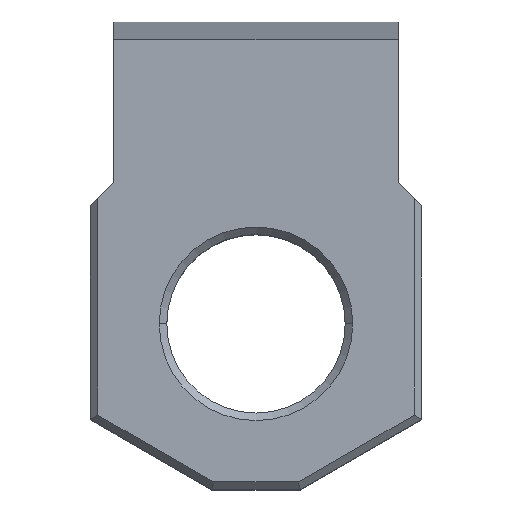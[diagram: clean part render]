
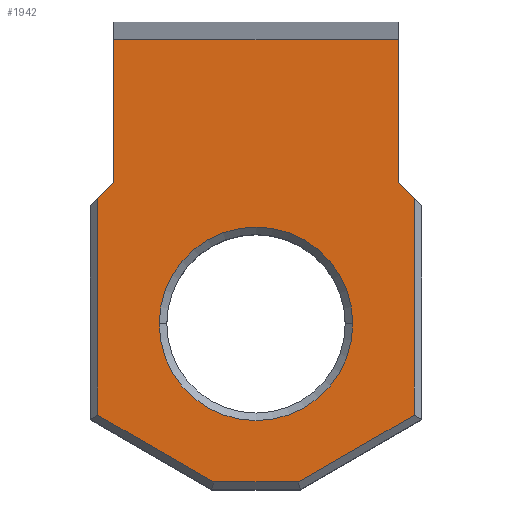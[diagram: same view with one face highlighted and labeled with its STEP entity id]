
A CAD part, top view. The second image highlights one B-rep face of the part: STEP entity #1942.
In plain terms, the highlighted planar face has unit normal (0, 0, 1).
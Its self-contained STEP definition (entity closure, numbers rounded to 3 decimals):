
#4 = DIRECTION ( 'NONE',  ( 0.866, 0.5, 0. ) ) ;
#25 = LINE ( 'NONE', #697, #1752 ) ;
#100 = EDGE_CURVE ( 'NONE', #1153, #959, #1590, .T. ) ;
#118 = ORIENTED_EDGE ( 'NONE', *, *, #818, .T. ) ;
#119 = ORIENTED_EDGE ( 'NONE', *, *, #1325, .F. ) ;
#138 = VECTOR ( 'NONE', #1916, 1000. ) ;
#147 = ORIENTED_EDGE ( 'NONE', *, *, #1174, .T. ) ;
#198 = ORIENTED_EDGE ( 'NONE', *, *, #100, .T. ) ;
#210 = CIRCLE ( 'NONE', #1338, 3.825 ) ;
#214 = ORIENTED_EDGE ( 'NONE', *, *, #506, .T. ) ;
#217 = VECTOR ( 'NONE', #618, 1000. ) ;
#295 = DIRECTION ( 'NONE',  ( 0., 0., 1. ) ) ;
#313 = CARTESIAN_POINT ( 'NONE',  ( -5.616, 12.15, 0. ) ) ;
#321 = CARTESIAN_POINT ( 'NONE',  ( -6.25, 11.516, 0. ) ) ;
#386 = VERTEX_POINT ( 'NONE', #1405 ) ;
#388 = DIRECTION ( 'NONE',  ( 1., 0., 0. ) ) ;
#394 = ORIENTED_EDGE ( 'NONE', *, *, #1667, .T. ) ;
#447 = AXIS2_PLACEMENT_3D ( 'NONE', #1137, #1768, #388 ) ;
#484 = CARTESIAN_POINT ( 'NONE',  ( 1.675, 0.3, 0. ) ) ;
#497 = FACE_OUTER_BOUND ( 'NONE', #1220, .T. ) ;
#499 = CARTESIAN_POINT ( 'NONE',  ( 5.616, 0., 0. ) ) ;
#506 = EDGE_CURVE ( 'NONE', #950, #1100, #1548, .T. ) ;
#518 = ORIENTED_EDGE ( 'NONE', *, *, #932, .F. ) ;
#550 = CARTESIAN_POINT ( 'NONE',  ( 5.616, 12.15, 0. ) ) ;
#612 = LINE ( 'NONE', #1160, #766 ) ;
#618 = DIRECTION ( 'NONE',  ( 1., 0., 0. ) ) ;
#683 = CARTESIAN_POINT ( 'NONE',  ( 0., 6.55, 0. ) ) ;
#697 = CARTESIAN_POINT ( 'NONE',  ( 8.883, 8.883, 0. ) ) ;
#732 = ORIENTED_EDGE ( 'NONE', *, *, #1568, .T. ) ;
#739 = ORIENTED_EDGE ( 'NONE', *, *, #1204, .T. ) ;
#743 = ORIENTED_EDGE ( 'NONE', *, *, #1171, .T. ) ;
#751 = VERTEX_POINT ( 'NONE', #484 ) ;
#766 = VECTOR ( 'NONE', #1784, 1000. ) ;
#775 = CARTESIAN_POINT ( 'NONE',  ( -3.825, 6.55, 0. ) ) ;
#787 = DIRECTION ( 'NONE',  ( -1., 0., 0. ) ) ;
#796 = CARTESIAN_POINT ( 'NONE',  ( 0., 17.766, 0. ) ) ;
#799 = VERTEX_POINT ( 'NONE', #849 ) ;
#802 = LINE ( 'NONE', #796, #1201 ) ;
#806 = EDGE_CURVE ( 'NONE', #959, #1814, #841, .T. ) ;
#809 = VERTEX_POINT ( 'NONE', #820 ) ;
#812 = LINE ( 'NONE', #1407, #1087 ) ;
#818 = EDGE_CURVE ( 'NONE', #989, #950, #802, .T. ) ;
#820 = CARTESIAN_POINT ( 'NONE',  ( 6.25, 2.942, 0. ) ) ;
#829 = DIRECTION ( 'NONE',  ( 0.866, -0.5, 0. ) ) ;
#838 = CARTESIAN_POINT ( 'NONE',  ( -1.605, 0.26, 0. ) ) ;
#841 = LINE ( 'NONE', #838, #1813 ) ;
#849 = CARTESIAN_POINT ( 'NONE',  ( 3.825, 6.55, 0. ) ) ;
#850 = ORIENTED_EDGE ( 'NONE', *, *, #806, .T. ) ;
#918 = DIRECTION ( 'NONE',  ( 1., 0., 0. ) ) ;
#932 = EDGE_CURVE ( 'NONE', #1153, #1100, #1956, .T. ) ;
#950 = VERTEX_POINT ( 'NONE', #1824 ) ;
#959 = VERTEX_POINT ( 'NONE', #1782 ) ;
#989 = VERTEX_POINT ( 'NONE', #1128 ) ;
#1029 = CARTESIAN_POINT ( 'NONE',  ( -1.675, 0.3, 0. ) ) ;
#1061 = VECTOR ( 'NONE', #1560, 1000. ) ;
#1067 = PLANE ( 'NONE',  #1333 ) ;
#1071 = DIRECTION ( 'NONE',  ( 0., -1., 0. ) ) ;
#1087 = VECTOR ( 'NONE', #4, 1000. ) ;
#1100 = VERTEX_POINT ( 'NONE', #313 ) ;
#1128 = CARTESIAN_POINT ( 'NONE',  ( 5.616, 17.766, 0. ) ) ;
#1137 = CARTESIAN_POINT ( 'NONE',  ( 0., 6.55, 0. ) ) ;
#1153 = VERTEX_POINT ( 'NONE', #321 ) ;
#1160 = CARTESIAN_POINT ( 'NONE',  ( 6.25, 0., 0. ) ) ;
#1171 = EDGE_CURVE ( 'NONE', #751, #809, #812, .T. ) ;
#1174 = EDGE_CURVE ( 'NONE', #799, #1887, #210, .T. ) ;
#1201 = VECTOR ( 'NONE', #787, 1000. ) ;
#1204 = EDGE_CURVE ( 'NONE', #809, #386, #612, .T. ) ;
#1220 = EDGE_LOOP ( 'NONE', ( #743, #739, #732, #119, #118, #214, #518, #198, #850, #1658 ) ) ;
#1244 = DIRECTION ( 'NONE',  ( 0., 0., -1. ) ) ;
#1264 = DIRECTION ( 'NONE',  ( -0.707, 0.707, 0. ) ) ;
#1277 = CIRCLE ( 'NONE', #447, 3.825 ) ;
#1319 = LINE ( 'NONE', #1924, #217 ) ;
#1325 = EDGE_CURVE ( 'NONE', #989, #1520, #1823, .T. ) ;
#1333 = AXIS2_PLACEMENT_3D ( 'NONE', #1711, #295, #918 ) ;
#1338 = AXIS2_PLACEMENT_3D ( 'NONE', #683, #1244, #1856 ) ;
#1405 = CARTESIAN_POINT ( 'NONE',  ( 6.25, 11.516, 0. ) ) ;
#1407 = CARTESIAN_POINT ( 'NONE',  ( 0.289, -0.5, 0. ) ) ;
#1411 = VECTOR ( 'NONE', #1071, 1000. ) ;
#1468 = EDGE_LOOP ( 'NONE', ( #147, #394 ) ) ;
#1520 = VERTEX_POINT ( 'NONE', #550 ) ;
#1548 = LINE ( 'NONE', #1556, #1061 ) ;
#1556 = CARTESIAN_POINT ( 'NONE',  ( -5.616, 0., 0. ) ) ;
#1560 = DIRECTION ( 'NONE',  ( 0., -1., 0. ) ) ;
#1568 = EDGE_CURVE ( 'NONE', #386, #1520, #25, .T. ) ;
#1590 = LINE ( 'NONE', #1597, #1800 ) ;
#1597 = CARTESIAN_POINT ( 'NONE',  ( -6.25, 2.768, 0. ) ) ;
#1601 = DIRECTION ( 'NONE',  ( 0., -1., 0. ) ) ;
#1658 = ORIENTED_EDGE ( 'NONE', *, *, #1779, .T. ) ;
#1667 = EDGE_CURVE ( 'NONE', #1887, #799, #1277, .T. ) ;
#1711 = CARTESIAN_POINT ( 'NONE',  ( 0., 0., 0. ) ) ;
#1752 = VECTOR ( 'NONE', #1264, 1000. ) ;
#1768 = DIRECTION ( 'NONE',  ( 0., 0., -1. ) ) ;
#1779 = EDGE_CURVE ( 'NONE', #1814, #751, #1319, .T. ) ;
#1782 = CARTESIAN_POINT ( 'NONE',  ( -6.25, 2.942, 0. ) ) ;
#1784 = DIRECTION ( 'NONE',  ( 0., 1., 0. ) ) ;
#1800 = VECTOR ( 'NONE', #1601, 1000. ) ;
#1813 = VECTOR ( 'NONE', #829, 1000. ) ;
#1814 = VERTEX_POINT ( 'NONE', #1029 ) ;
#1820 = FACE_BOUND ( 'NONE', #1468, .T. ) ;
#1823 = LINE ( 'NONE', #499, #1411 ) ;
#1824 = CARTESIAN_POINT ( 'NONE',  ( -5.616, 17.766, 0. ) ) ;
#1856 = DIRECTION ( 'NONE',  ( 1., 0., 0. ) ) ;
#1887 = VERTEX_POINT ( 'NONE', #775 ) ;
#1916 = DIRECTION ( 'NONE',  ( 0.707, 0.707, 0. ) ) ;
#1924 = CARTESIAN_POINT ( 'NONE',  ( 0., 0.3, 0. ) ) ;
#1925 = CARTESIAN_POINT ( 'NONE',  ( -8.883, 8.883, 0. ) ) ;
#1942 = ADVANCED_FACE ( 'NONE', ( #1820, #497 ), #1067, .T. ) ;
#1956 = LINE ( 'NONE', #1925, #138 ) ;
